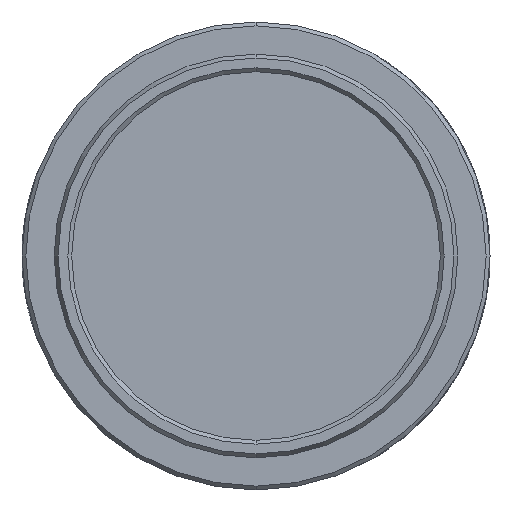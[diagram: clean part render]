
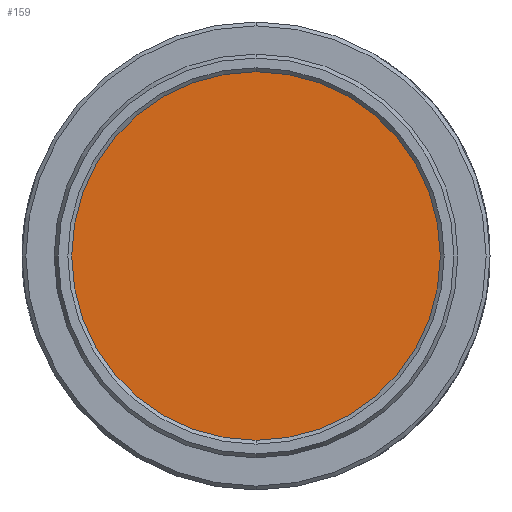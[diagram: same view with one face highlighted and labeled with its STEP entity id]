
A CAD part, left-side view. The second image highlights one B-rep face of the part: STEP entity #159.
In plain terms, the highlighted planar face has unit normal (-1, 0, 0).
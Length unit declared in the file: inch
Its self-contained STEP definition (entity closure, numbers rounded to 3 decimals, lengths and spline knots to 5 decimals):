
#159 = ADVANCED_FACE ( 'NONE', ( #5412 ), #451, .F. ) ;
#451 = PLANE ( 'NONE',  #3086 ) ;
#499 = VERTEX_POINT ( 'NONE', #4776 ) ;
#838 = ORIENTED_EDGE ( 'NONE', *, *, #1703, .F. ) ;
#1514 = AXIS2_PLACEMENT_3D ( 'NONE', #3574, #8842, #4339 ) ;
#1691 = CARTESIAN_POINT ( 'NONE',  ( -0.14, 0., 0.5 ) ) ;
#1703 = EDGE_CURVE ( 'NONE', #499, #4513, #8723, .T. ) ;
#1964 = CARTESIAN_POINT ( 'NONE',  ( -0.14, 0., 0. ) ) ;
#2554 = DIRECTION ( 'NONE',  ( 1., 0., 0. ) ) ;
#2589 = AXIS2_PLACEMENT_3D ( 'NONE', #7066, #2554, #7832 ) ;
#2720 = DIRECTION ( 'NONE',  ( 0., 0., -1. ) ) ;
#3086 = AXIS2_PLACEMENT_3D ( 'NONE', #1964, #7237, #2720 ) ;
#3574 = CARTESIAN_POINT ( 'NONE',  ( -0.14, 0., 0. ) ) ;
#4339 = DIRECTION ( 'NONE',  ( 0., 0., -1. ) ) ;
#4392 = ORIENTED_EDGE ( 'NONE', *, *, #7874, .F. ) ;
#4513 = VERTEX_POINT ( 'NONE', #1691 ) ;
#4776 = CARTESIAN_POINT ( 'NONE',  ( -0.14, 0., -0.5 ) ) ;
#5280 = CIRCLE ( 'NONE', #2589, 0.5 ) ;
#5412 = FACE_OUTER_BOUND ( 'NONE', #7800, .T. ) ;
#7066 = CARTESIAN_POINT ( 'NONE',  ( -0.14, 0., 0. ) ) ;
#7237 = DIRECTION ( 'NONE',  ( 1., 0., 0. ) ) ;
#7800 = EDGE_LOOP ( 'NONE', ( #838, #4392 ) ) ;
#7832 = DIRECTION ( 'NONE',  ( 0., 0., -1. ) ) ;
#7874 = EDGE_CURVE ( 'NONE', #4513, #499, #5280, .T. ) ;
#8723 = CIRCLE ( 'NONE', #1514, 0.5 ) ;
#8842 = DIRECTION ( 'NONE',  ( 1., 0., 0. ) ) ;
